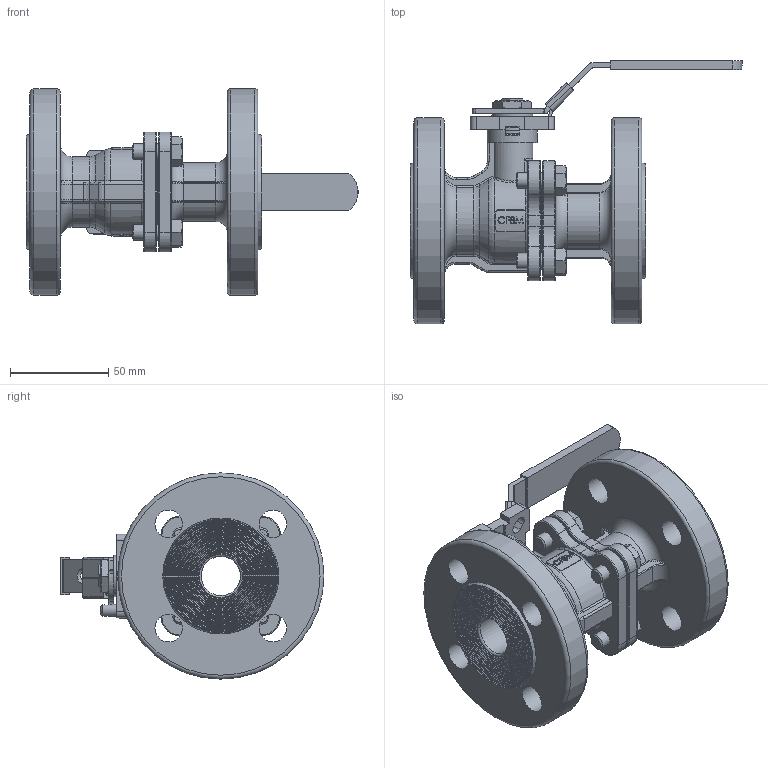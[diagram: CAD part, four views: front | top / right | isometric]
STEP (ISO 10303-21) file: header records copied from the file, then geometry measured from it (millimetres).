
FILE_DESCRIPTION(/* description */ ('Unknown'),/* implementation_level */ '2;1');
FILE_NAME(/* name */ '920-05_(8M.220.020)',/* time_stamp */ '2020-11-02T09:18:03+01:00',/* author */ ('Unknown'),/* organization */ ('Unknown'),/* preprocessor_version */ 'ST-DEVELOPER v16.7',/* originating_system */ 'Solid Edge',/* authorisation */ 'Unknown');
FILE_SCHEMA (('AUTOMOTIVE_DESIGN {1 0 10303 214 3 1 1}'));
Products named in the file (15): 8M.220.020; MV-24D-FG-DN20; MV-24D-ST-DN20; MV-24D-FGM-DN20; MV-24D-DW-DN20; MV-24D-PD-DN20; MV-24D-S-DN20; MV-24D-DD-DN20; MV-24D-G(J)-DN20; MV-24D-LZ-DN20; MV-24D-YT-DN20; MV-24D-TL-DN20; MV-24D-FS-DN20; MV-24D-KZ-DN20; MV-24D-T(J)-DN20
Assembly tree (19 placements, depth 2):
  8M.220.020
    MV-24D-FG-DN20
    MV-24D-ST-DN20
    MV-24D-FGM-DN20  x2
    MV-24D-DW-DN20
    MV-24D-PD-DN20
    MV-24D-S-DN20
    MV-24D-DD-DN20  x2
    MV-24D-G(J)-DN20
    MV-24D-LZ-DN20  x4
    MV-24D-YT-DN20
    MV-24D-TL-DN20
    MV-24D-FS-DN20
    MV-24D-KZ-DN20
    MV-24D-T(J)-DN20
Bounding box: 168.96 x 134.3 x 105 mm (x, y, z)
Volume: 365530.4 mm3; surface area: 110032.2 mm2
Topology: 19 solids, 19 shells, 1082 faces, 2637 edges, 1666 vertices
Faces by surface type: plane 417, cylinder 213, bspline 199, cone 169, torus 82, sphere 2
Full cylindrical faces by diameter (mm): 4.2 x1, 5 x1, 6 x1, 6.9 x4, 8 x5, 8.6 x1, 9 x4, 9.6 x1, 10.5 x2, 12 x1, 12.3 x2, 12.4 x1, 12.6 x3, 12.7 x1, 12.8 x2, 14 x8, 15.8 x1, 15.9 x2, 16 x1, 20 x4, 21 x1, 21.6 x1, 22.4 x2, 25.5 x1, 25.8 x1, 29.8 x2, 34 x1, 36.8 x1, 37.2 x1, 43 x1
Entity records: 48092 total; most frequent: CARTESIAN_POINT 25879, ORIENTED_EDGE 4556, DIRECTION 4023, EDGE_CURVE 2278, VERTEX_POINT 1553, AXIS2_PLACEMENT_3D 1515, EDGE_LOOP 1323, FACE_BOUND 1323
